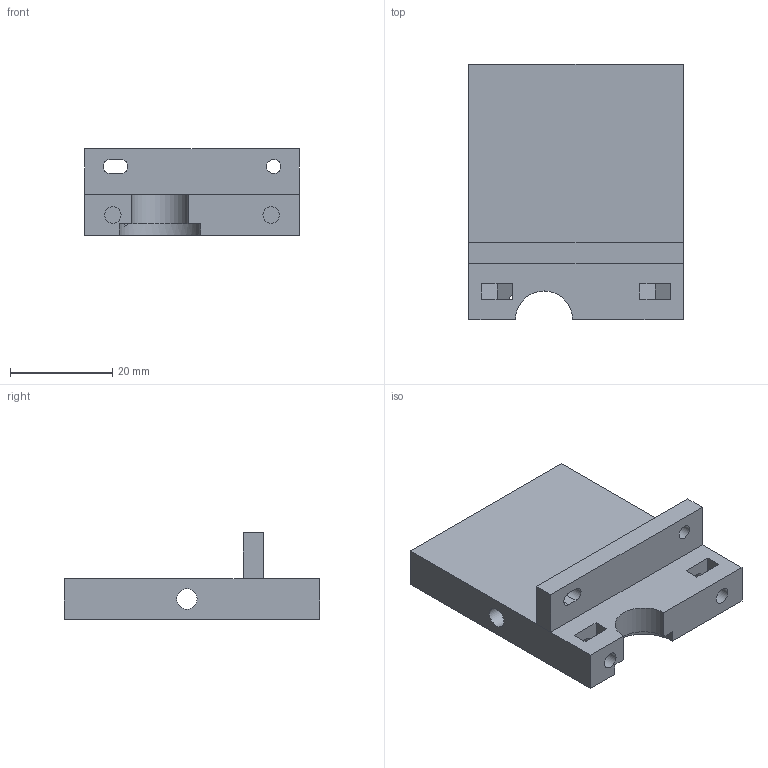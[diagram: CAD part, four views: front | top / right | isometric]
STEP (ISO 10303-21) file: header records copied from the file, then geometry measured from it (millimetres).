
FILE_DESCRIPTION(('FreeCAD Model'),'2;1');
FILE_NAME('ExtruderLever.step', '2017-05-09T09:14:20',('Author'),(''), 'Open CASCADE STEP processor 6.8','FreeCAD','Unknown');
FILE_SCHEMA(('AUTOMOTIVE_DESIGN_CC2 { 1 2 10303 214 -1 1 5 4 }'));
Length unit declared in the file: millimetre
Products named in the file (2): ASSEMBLY; Final
Assembly tree (1 placements, depth 2):
  ASSEMBLY
    Final
Bounding box: 42 x 50 x 17 mm (x, y, z)
Volume: 16314.3 mm3; surface area: 7605.8 mm2
Topology: 1 solids, 1 shells, 46 faces, 119 edges, 78 vertices
Faces by surface type: plane 35, cylinder 11
Full cylindrical faces by diameter (mm): 2.8 x1, 3.2 x4, 4 x1, 12 x1
Entity records: 3048 total; most frequent: CARTESIAN_POINT 607, DIRECTION 445, LINE 294, VECTOR 294, ORIENTED_EDGE 238, PCURVE 238, DEFINITIONAL_REPRESENTATION 238, EDGE_CURVE 119
